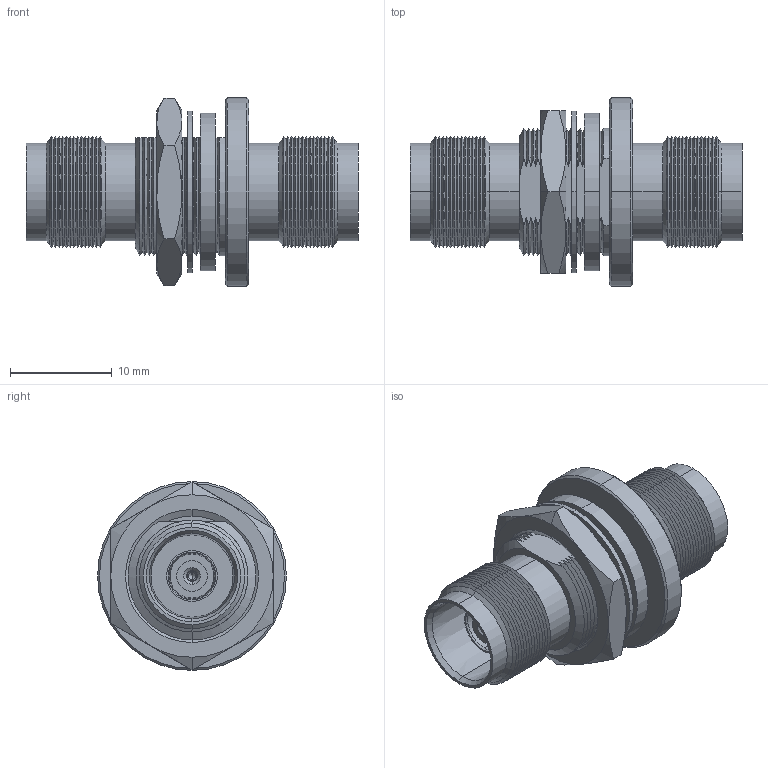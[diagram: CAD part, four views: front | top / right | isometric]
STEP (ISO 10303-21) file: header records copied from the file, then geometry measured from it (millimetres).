
FILE_DESCRIPTION (( 'STEP AP214' ), '1' );
FILE_NAME ('FMADMSB00008_3D.step', '2023-08-09T19:38:42', ( '' ), ( '' ), 'SwSTEP 2.0', 'SolidWorks 2022', '' );
FILE_SCHEMA (( 'AUTOMOTIVE_DESIGN' ));
Length unit declared in the file: millimetre
Products named in the file (5): FMADMSB00008_3D; Copy of MSB00008-MA2^FMADMSB00008; Copy of MSB00008-MA1^FMADMSB00008; Copy of MSB00008-MA4^FMADMSB00008; Copy of MSB00008-MA3^FMADMSB00008
Assembly tree (4 placements, depth 2):
  FMADMSB00008_3D
    Copy of MSB00008-MA1^FMADMSB00008
    Copy of MSB00008-MA2^FMADMSB00008
    Copy of MSB00008-MA3^FMADMSB00008
    Copy of MSB00008-MA4^FMADMSB00008
Bounding box: 32.67 x 18.59 x 18.59 mm (x, y, z)
Volume: 2876.2 mm3; surface area: 4182.5 mm2
Topology: 4 solids, 4 shells, 383 faces, 904 edges, 544 vertices
Faces by surface type: cone 233, cylinder 78, plane 72
Entity records: 11303 total; most frequent: CARTESIAN_POINT 2168, DIRECTION 2011, ORIENTED_EDGE 1800, EDGE_CURVE 900, AXIS2_PLACEMENT_3D 803, VERTEX_POINT 544, CIRCLE 413, EDGE_LOOP 408
